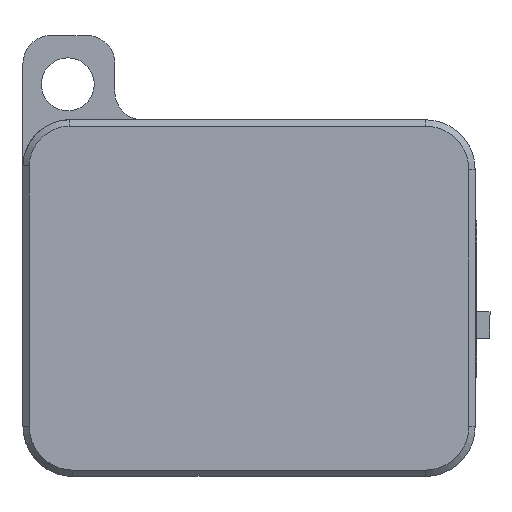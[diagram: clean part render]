
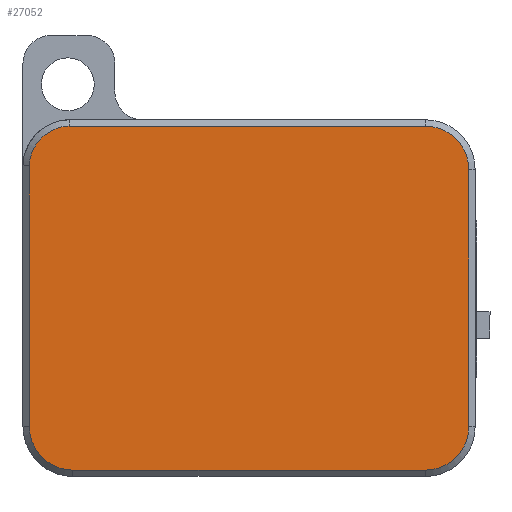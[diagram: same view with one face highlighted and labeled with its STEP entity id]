
A CAD part, front view. The second image highlights one B-rep face of the part: STEP entity #27052.
In plain terms, the highlighted planar face has unit normal (0, -1, 0).
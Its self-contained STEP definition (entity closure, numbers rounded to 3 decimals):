
#614=B_SPLINE_CURVE_WITH_KNOTS('',3,(#46335,#46336,#46337,#46338,#46339),
 .UNSPECIFIED.,.F.,.F.,(4,1,4),(0.,0.175,0.408),
 .UNSPECIFIED.);
#1324=CIRCLE('',#29434,2.466);
#1326=CIRCLE('',#29438,2.466);
#1328=CIRCLE('',#29442,2.466);
#3154=FACE_OUTER_BOUND('',#4740,.T.);
#4740=EDGE_LOOP('',(#24059,#24060,#24061,#24062,#24063,#24064,#24065,#24066));
#7597=LINE('',#46270,#10487);
#7602=LINE('',#46284,#10492);
#7606=LINE('',#46296,#10496);
#7610=LINE('',#46308,#10500);
#10487=VECTOR('',#36191,10.);
#10492=VECTOR('',#36204,10.);
#10496=VECTOR('',#36216,10.);
#10500=VECTOR('',#36228,10.);
#12924=VERTEX_POINT('',#46267);
#12925=VERTEX_POINT('',#46269);
#12928=VERTEX_POINT('',#46276);
#12930=VERTEX_POINT('',#46282);
#12932=VERTEX_POINT('',#46288);
#12934=VERTEX_POINT('',#46294);
#12936=VERTEX_POINT('',#46300);
#12938=VERTEX_POINT('',#46306);
#16628=EDGE_CURVE('',#12924,#12925,#7597,.T.);
#16632=EDGE_CURVE('',#12928,#12924,#1324,.T.);
#16635=EDGE_CURVE('',#12930,#12928,#7602,.T.);
#16638=EDGE_CURVE('',#12932,#12930,#1326,.T.);
#16641=EDGE_CURVE('',#12934,#12932,#7606,.T.);
#16644=EDGE_CURVE('',#12936,#12934,#1328,.T.);
#16647=EDGE_CURVE('',#12938,#12936,#7610,.T.);
#16650=EDGE_CURVE('',#12925,#12938,#614,.T.);
#24059=ORIENTED_EDGE('',*,*,#16628,.F.);
#24060=ORIENTED_EDGE('',*,*,#16632,.F.);
#24061=ORIENTED_EDGE('',*,*,#16635,.F.);
#24062=ORIENTED_EDGE('',*,*,#16638,.F.);
#24063=ORIENTED_EDGE('',*,*,#16641,.F.);
#24064=ORIENTED_EDGE('',*,*,#16644,.F.);
#24065=ORIENTED_EDGE('',*,*,#16647,.F.);
#24066=ORIENTED_EDGE('',*,*,#16650,.F.);
#25195=PLANE('',#29451);
#27052=ADVANCED_FACE('',(#3154),#25195,.T.);
#29434=AXIS2_PLACEMENT_3D('',#46278,#36197,#36198);
#29438=AXIS2_PLACEMENT_3D('',#46290,#36209,#36210);
#29442=AXIS2_PLACEMENT_3D('',#46302,#36221,#36222);
#29451=AXIS2_PLACEMENT_3D('',#46361,#36248,#36249);
#36191=DIRECTION('',(0.,0.,1.));
#36197=DIRECTION('center_axis',(0.,1.,0.));
#36198=DIRECTION('ref_axis',(-1.,0.,0.));
#36204=DIRECTION('',(-1.,0.,0.));
#36209=DIRECTION('center_axis',(0.,1.,0.));
#36210=DIRECTION('ref_axis',(0.,0.,-1.));
#36216=DIRECTION('',(0.,0.,-1.));
#36221=DIRECTION('center_axis',(0.,1.,0.));
#36222=DIRECTION('ref_axis',(1.,0.,0.));
#36228=DIRECTION('',(1.,0.,0.));
#36248=DIRECTION('center_axis',(0.,-1.,0.));
#36249=DIRECTION('ref_axis',(1.,0.,0.));
#46267=CARTESIAN_POINT('',(-11.562,-3.522,-12.916));
#46269=CARTESIAN_POINT('',(-11.562,-3.522,1.873));
#46270=CARTESIAN_POINT('',(-11.562,-3.522,-1.983));
#46276=CARTESIAN_POINT('',(-9.096,-3.522,-15.382));
#46278=CARTESIAN_POINT('Origin',(-9.096,-3.522,-12.916));
#46282=CARTESIAN_POINT('',(10.9,-3.522,-15.382));
#46284=CARTESIAN_POINT('',(-4.097,-3.522,-15.382));
#46288=CARTESIAN_POINT('',(13.366,-3.522,-12.916));
#46290=CARTESIAN_POINT('Origin',(10.9,-3.522,-12.916));
#46294=CARTESIAN_POINT('',(13.366,-3.522,1.661));
#46296=CARTESIAN_POINT('',(13.366,-3.522,-9.272));
#46300=CARTESIAN_POINT('',(10.9,-3.522,4.127));
#46302=CARTESIAN_POINT('Origin',(10.9,-3.522,1.661));
#46306=CARTESIAN_POINT('',(-9.308,-3.522,4.127));
#46308=CARTESIAN_POINT('',(5.901,-3.522,4.127));
#46335=CARTESIAN_POINT('Ctrl Pts',(-11.562,-3.522,1.873));
#46336=CARTESIAN_POINT('Ctrl Pts',(-11.562,-3.522,2.365));
#46337=CARTESIAN_POINT('Ctrl Pts',(-11.12,-3.522,3.526));
#46338=CARTESIAN_POINT('Ctrl Pts',(-9.964,-3.522,4.127));
#46339=CARTESIAN_POINT('Ctrl Pts',(-9.308,-3.522,4.127));
#46361=CARTESIAN_POINT('Origin',(0.902,-3.522,-5.628));
